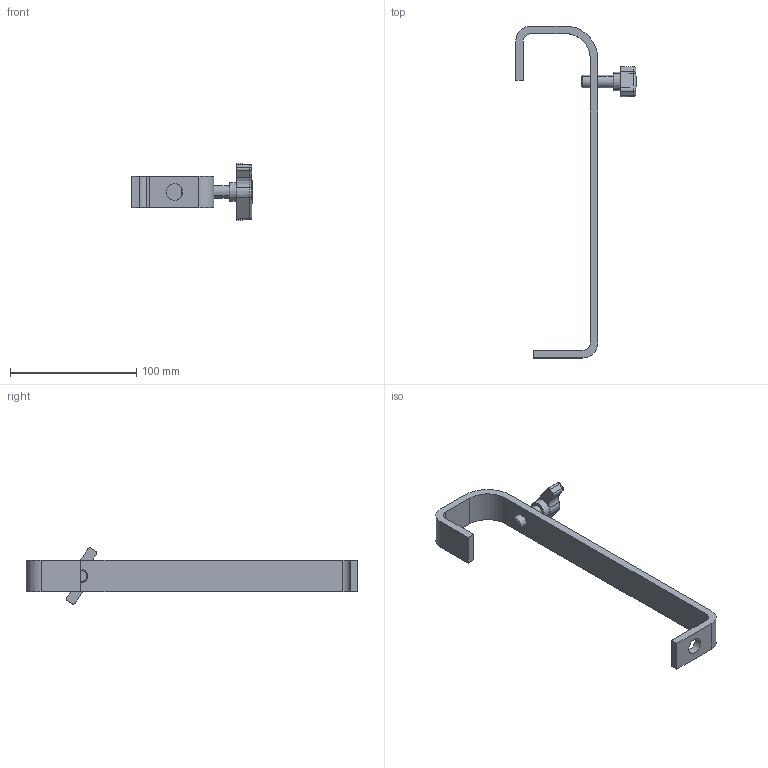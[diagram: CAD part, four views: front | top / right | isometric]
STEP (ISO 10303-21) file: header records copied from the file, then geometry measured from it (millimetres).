
FILE_DESCRIPTION (( 'STEP AP203' ), '1' );
FILE_NAME ('T20105.STEP', '2018-07-16T08:01:39', ( '' ), ( '' ), 'SwSTEP 2.0', 'SolidWorks 2016', '' );
FILE_SCHEMA (( 'CONFIG_CONTROL_DESIGN' ));
Length unit declared in the file: millimetre
Products named in the file (3): Doughty Knob_S0158; TH034_TH224; T20105
Assembly tree (2 placements, depth 2):
  T20105
    TH034_TH224
    Doughty Knob_S0158
Bounding box: 95.4 x 263 x 44.57 mm (x, y, z)
Volume: 65233.2 mm3; surface area: 27660.4 mm2
Topology: 2 solids, 2 shells, 354 faces, 929 edges, 614 vertices
Faces by surface type: plane 211, bspline 73, cylinder 50, cone 12, torus 8
Entity records: 15844 total; most frequent: CARTESIAN_POINT 7167, ORIENTED_EDGE 1858, DIRECTION 1487, EDGE_CURVE 929, LINE 651, VECTOR 651, VERTEX_POINT 614, AXIS2_PLACEMENT_3D 418
